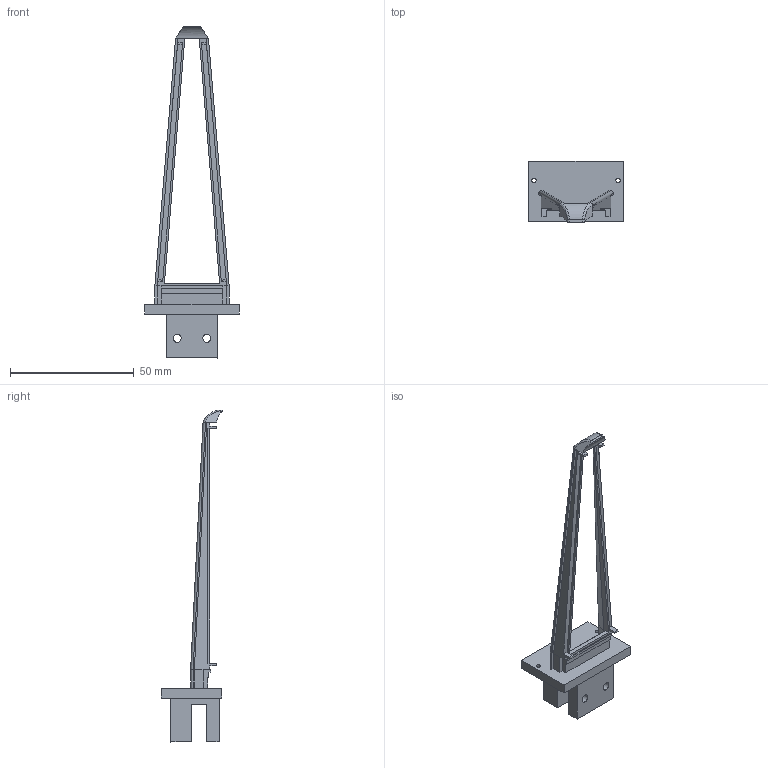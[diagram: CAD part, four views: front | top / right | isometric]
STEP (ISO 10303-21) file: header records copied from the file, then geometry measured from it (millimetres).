
FILE_DESCRIPTION (( 'STEP AP214' ), '1' );
FILE_NAME ('one_finger_backing.STEP', '2025-03-10T22:26:55', ( '' ), ( '' ), 'SwSTEP 2.0', 'SolidWorks 2024', '' );
FILE_SCHEMA (( 'AUTOMOTIVE_DESIGN' ));
Length unit declared in the file: millimetre
Products named in the file (1): one_finger_backing
Bounding box: 38.1 x 24.9 x 134.25 mm (x, y, z)
Volume: 11499.3 mm3; surface area: 8862.8 mm2
Topology: 1 solids, 1 shells, 118 faces, 310 edges, 198 vertices
Faces by surface type: plane 83, cylinder 29, bspline 4, sphere 2
Entity records: 3805 total; most frequent: CARTESIAN_POINT 881, ORIENTED_EDGE 620, DIRECTION 564, EDGE_CURVE 310, VECTOR 234, LINE 234, VERTEX_POINT 198, AXIS2_PLACEMENT_3D 165
